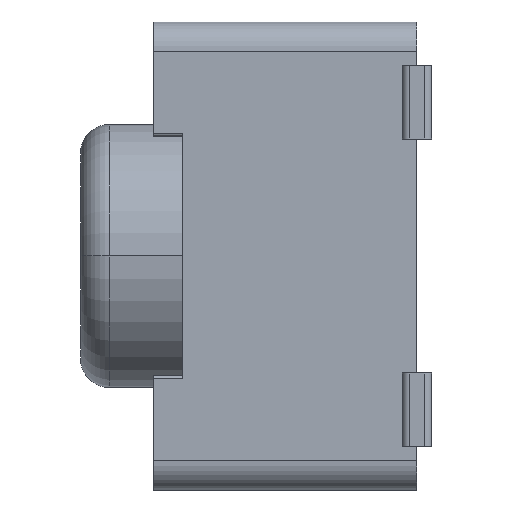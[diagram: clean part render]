
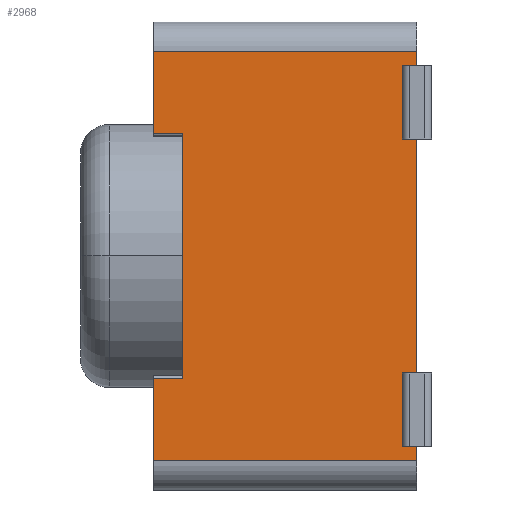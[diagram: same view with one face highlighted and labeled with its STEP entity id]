
A CAD part, left-side view. The second image highlights one B-rep face of the part: STEP entity #2968.
In plain terms, the highlighted planar face has unit normal (-1, 0, 0).
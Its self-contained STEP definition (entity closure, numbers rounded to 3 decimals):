
#14 = VECTOR ( 'NONE', #185, 1000. ) ;
#21 = LINE ( 'NONE', #27, #2097 ) ;
#27 = CARTESIAN_POINT ( 'NONE',  ( -2.1, 1.8, 1.3 ) ) ;
#28 = ORIENTED_EDGE ( 'NONE', *, *, #152, .T. ) ;
#37 = CARTESIAN_POINT ( 'NONE',  ( -2.1, 1.8, 0.839 ) ) ;
#53 = PLANE ( 'NONE',  #1613 ) ;
#73 = DIRECTION ( 'NONE',  ( 0., 0., 1. ) ) ;
#94 = EDGE_CURVE ( 'NONE', #1407, #786, #2633, .T. ) ;
#96 = DIRECTION ( 'NONE',  ( 0., 0., 1. ) ) ;
#133 = VERTEX_POINT ( 'NONE', #1351 ) ;
#152 = EDGE_CURVE ( 'NONE', #191, #1313, #2552, .T. ) ;
#158 = LINE ( 'NONE', #1481, #1099 ) ;
#178 = CARTESIAN_POINT ( 'NONE',  ( -2.1, 1.8, -0.8 ) ) ;
#185 = DIRECTION ( 'NONE',  ( 0., 0., 1. ) ) ;
#191 = VERTEX_POINT ( 'NONE', #2007 ) ;
#211 = VERTEX_POINT ( 'NONE', #1625 ) ;
#214 = DIRECTION ( 'NONE',  ( 0., 0., 1. ) ) ;
#219 = ORIENTED_EDGE ( 'NONE', *, *, #1444, .T. ) ;
#243 = CARTESIAN_POINT ( 'NONE',  ( -2.1, 0.1, -1.6 ) ) ;
#257 = CARTESIAN_POINT ( 'NONE',  ( -2.1, 0., 0.8 ) ) ;
#264 = ORIENTED_EDGE ( 'NONE', *, *, #1186, .F. ) ;
#269 = DIRECTION ( 'NONE',  ( 0., 0., 1. ) ) ;
#278 = VERTEX_POINT ( 'NONE', #2781 ) ;
#358 = ORIENTED_EDGE ( 'NONE', *, *, #2403, .T. ) ;
#408 = DIRECTION ( 'NONE',  ( 0., -1., 0. ) ) ;
#458 = CARTESIAN_POINT ( 'NONE',  ( -2.1, 0., 1.3 ) ) ;
#486 = CARTESIAN_POINT ( 'NONE',  ( -2.1, 0., -0.8 ) ) ;
#489 = VECTOR ( 'NONE', #73, 1000. ) ;
#503 = ORIENTED_EDGE ( 'NONE', *, *, #1949, .T. ) ;
#511 = CARTESIAN_POINT ( 'NONE',  ( -2.1, 0., -1.6 ) ) ;
#541 = DIRECTION ( 'NONE',  ( 0., 1., 0. ) ) ;
#571 = VERTEX_POINT ( 'NONE', #1927 ) ;
#615 = LINE ( 'NONE', #1325, #14 ) ;
#619 = VECTOR ( 'NONE', #2247, 1000. ) ;
#651 = CARTESIAN_POINT ( 'NONE',  ( -2.1, 0., 1.4 ) ) ;
#715 = ORIENTED_EDGE ( 'NONE', *, *, #2676, .T. ) ;
#718 = CARTESIAN_POINT ( 'NONE',  ( -2.1, 1.6, -0.839 ) ) ;
#727 = LINE ( 'NONE', #1122, #619 ) ;
#728 = EDGE_CURVE ( 'NONE', #2817, #2895, #615, .T. ) ;
#743 = ORIENTED_EDGE ( 'NONE', *, *, #1391, .F. ) ;
#747 = CARTESIAN_POINT ( 'NONE',  ( -2.1, 1.8, -1.6 ) ) ;
#761 = LINE ( 'NONE', #2415, #1908 ) ;
#786 = VERTEX_POINT ( 'NONE', #1835 ) ;
#804 = LINE ( 'NONE', #243, #2288 ) ;
#826 = DIRECTION ( 'NONE',  ( 0., -1., 0. ) ) ;
#840 = VECTOR ( 'NONE', #1865, 1000. ) ;
#842 = VECTOR ( 'NONE', #408, 1000. ) ;
#852 = ORIENTED_EDGE ( 'NONE', *, *, #94, .T. ) ;
#897 = ORIENTED_EDGE ( 'NONE', *, *, #2188, .F. ) ;
#1001 = VERTEX_POINT ( 'NONE', #458 ) ;
#1018 = DIRECTION ( 'NONE',  ( 1., 0., 0. ) ) ;
#1025 = ORIENTED_EDGE ( 'NONE', *, *, #2762, .T. ) ;
#1060 = LINE ( 'NONE', #2336, #2360 ) ;
#1077 = CARTESIAN_POINT ( 'NONE',  ( -2.1, 0.1, -1.6 ) ) ;
#1099 = VECTOR ( 'NONE', #2456, 1000. ) ;
#1112 = ORIENTED_EDGE ( 'NONE', *, *, #2087, .T. ) ;
#1122 = CARTESIAN_POINT ( 'NONE',  ( -2.1, 1.8, 1.4 ) ) ;
#1145 = VERTEX_POINT ( 'NONE', #651 ) ;
#1162 = VECTOR ( 'NONE', #541, 1000. ) ;
#1164 = CARTESIAN_POINT ( 'NONE',  ( -2.1, 0., -1.6 ) ) ;
#1186 = EDGE_CURVE ( 'NONE', #211, #1779, #2329, .T. ) ;
#1274 = DIRECTION ( 'NONE',  ( 0., 0., -1. ) ) ;
#1280 = ORIENTED_EDGE ( 'NONE', *, *, #728, .F. ) ;
#1284 = DIRECTION ( 'NONE',  ( 0., -1., 0. ) ) ;
#1313 = VERTEX_POINT ( 'NONE', #486 ) ;
#1325 = CARTESIAN_POINT ( 'NONE',  ( -2.1, 1.8, -1.6 ) ) ;
#1351 = CARTESIAN_POINT ( 'NONE',  ( -2.1, 0.1, -1.3 ) ) ;
#1376 = LINE ( 'NONE', #2123, #1162 ) ;
#1391 = EDGE_CURVE ( 'NONE', #2606, #571, #1060, .T. ) ;
#1407 = VERTEX_POINT ( 'NONE', #2853 ) ;
#1438 = VERTEX_POINT ( 'NONE', #257 ) ;
#1444 = EDGE_CURVE ( 'NONE', #1001, #1145, #2025, .T. ) ;
#1481 = CARTESIAN_POINT ( 'NONE',  ( -2.1, 1.8, -0.839 ) ) ;
#1613 = AXIS2_PLACEMENT_3D ( 'NONE', #2438, #1018, #1274 ) ;
#1625 = CARTESIAN_POINT ( 'NONE',  ( -2.1, 0.1, 1.3 ) ) ;
#1651 = EDGE_CURVE ( 'NONE', #1313, #1438, #761, .T. ) ;
#1669 = LINE ( 'NONE', #2015, #2543 ) ;
#1728 = LINE ( 'NONE', #1164, #2992 ) ;
#1741 = EDGE_CURVE ( 'NONE', #2817, #571, #1669, .T. ) ;
#1767 = LINE ( 'NONE', #747, #489 ) ;
#1779 = VERTEX_POINT ( 'NONE', #2218 ) ;
#1835 = CARTESIAN_POINT ( 'NONE',  ( -2.1, 0., -1.4 ) ) ;
#1859 = CARTESIAN_POINT ( 'NONE',  ( -2.1, 1.8, 1.4 ) ) ;
#1865 = DIRECTION ( 'NONE',  ( 0., 0., 1. ) ) ;
#1908 = VECTOR ( 'NONE', #96, 1000. ) ;
#1927 = CARTESIAN_POINT ( 'NONE',  ( -2.1, 1.6, 0.839 ) ) ;
#1946 = EDGE_LOOP ( 'NONE', ( #2186, #28, #2180, #2602, #264, #1112, #219, #1025, #1280, #2918, #743, #358, #897, #852, #715, #503 ) ) ;
#1949 = EDGE_CURVE ( 'NONE', #278, #133, #2068, .T. ) ;
#1994 = CARTESIAN_POINT ( 'NONE',  ( -2.1, 1.8, -0.839 ) ) ;
#1995 = VECTOR ( 'NONE', #826, 1000. ) ;
#2007 = CARTESIAN_POINT ( 'NONE',  ( -2.1, 0.1, -0.8 ) ) ;
#2015 = CARTESIAN_POINT ( 'NONE',  ( -2.1, 1.8, 0.839 ) ) ;
#2025 = LINE ( 'NONE', #511, #840 ) ;
#2037 = CARTESIAN_POINT ( 'NONE',  ( -2.1, 1.8, -1.3 ) ) ;
#2060 = DIRECTION ( 'NONE',  ( 0., 1., 0. ) ) ;
#2068 = LINE ( 'NONE', #2037, #2550 ) ;
#2087 = EDGE_CURVE ( 'NONE', #211, #1001, #21, .T. ) ;
#2097 = VECTOR ( 'NONE', #2389, 1000. ) ;
#2123 = CARTESIAN_POINT ( 'NONE',  ( -2.1, 1.8, 0.8 ) ) ;
#2180 = ORIENTED_EDGE ( 'NONE', *, *, #1651, .T. ) ;
#2186 = ORIENTED_EDGE ( 'NONE', *, *, #2567, .T. ) ;
#2188 = EDGE_CURVE ( 'NONE', #1407, #2410, #1767, .T. ) ;
#2196 = CARTESIAN_POINT ( 'NONE',  ( -2.1, 1.8, -1.4 ) ) ;
#2218 = CARTESIAN_POINT ( 'NONE',  ( -2.1, 0.1, 0.8 ) ) ;
#2247 = DIRECTION ( 'NONE',  ( 0., 1., 0. ) ) ;
#2288 = VECTOR ( 'NONE', #214, 1000. ) ;
#2329 = LINE ( 'NONE', #1077, #2926 ) ;
#2336 = CARTESIAN_POINT ( 'NONE',  ( -2.1, 1.6, 0.8 ) ) ;
#2357 = DIRECTION ( 'NONE',  ( 0., 0., 1. ) ) ;
#2360 = VECTOR ( 'NONE', #269, 1000. ) ;
#2389 = DIRECTION ( 'NONE',  ( 0., -1., 0. ) ) ;
#2403 = EDGE_CURVE ( 'NONE', #2606, #2410, #158, .T. ) ;
#2410 = VERTEX_POINT ( 'NONE', #1994 ) ;
#2415 = CARTESIAN_POINT ( 'NONE',  ( -2.1, 0., -1.6 ) ) ;
#2430 = FACE_OUTER_BOUND ( 'NONE', #1946, .T. ) ;
#2438 = CARTESIAN_POINT ( 'NONE',  ( -2.1, 1.8, -1.6 ) ) ;
#2456 = DIRECTION ( 'NONE',  ( 0., 1., 0. ) ) ;
#2543 = VECTOR ( 'NONE', #1284, 1000. ) ;
#2550 = VECTOR ( 'NONE', #2060, 1000. ) ;
#2552 = LINE ( 'NONE', #178, #842 ) ;
#2567 = EDGE_CURVE ( 'NONE', #133, #191, #804, .T. ) ;
#2602 = ORIENTED_EDGE ( 'NONE', *, *, #2915, .T. ) ;
#2606 = VERTEX_POINT ( 'NONE', #718 ) ;
#2633 = LINE ( 'NONE', #2196, #1995 ) ;
#2676 = EDGE_CURVE ( 'NONE', #786, #278, #1728, .T. ) ;
#2722 = DIRECTION ( 'NONE',  ( 0., 0., -1. ) ) ;
#2762 = EDGE_CURVE ( 'NONE', #1145, #2895, #727, .T. ) ;
#2781 = CARTESIAN_POINT ( 'NONE',  ( -2.1, 0., -1.3 ) ) ;
#2817 = VERTEX_POINT ( 'NONE', #37 ) ;
#2853 = CARTESIAN_POINT ( 'NONE',  ( -2.1, 1.8, -1.4 ) ) ;
#2895 = VERTEX_POINT ( 'NONE', #1859 ) ;
#2915 = EDGE_CURVE ( 'NONE', #1438, #1779, #1376, .T. ) ;
#2918 = ORIENTED_EDGE ( 'NONE', *, *, #1741, .T. ) ;
#2926 = VECTOR ( 'NONE', #2722, 1000. ) ;
#2968 = ADVANCED_FACE ( 'NONE', ( #2430 ), #53, .F. ) ;
#2992 = VECTOR ( 'NONE', #2357, 1000. ) ;
